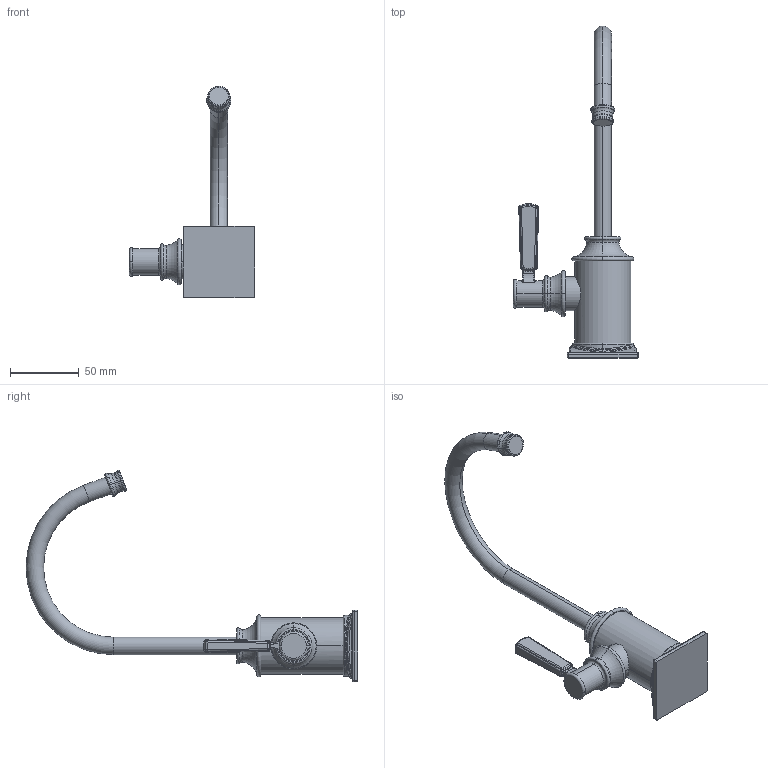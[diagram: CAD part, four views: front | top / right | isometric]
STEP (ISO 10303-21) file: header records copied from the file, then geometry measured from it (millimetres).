
FILE_DESCRIPTION((''),'2;1');
FILE_NAME('3170-5613','2021-04-22T09:58:45',('jinson.thomas'),(''),'CREO PARAMETRIC BY PTC INC, 2018400','CREO PARAMETRIC BY PTC INC, 2018400','');
FILE_SCHEMA(('CONFIG_CONTROL_DESIGN'));
Length unit declared in the file: inch
Products named in the file (1): 3170-5613
Bounding box: 91.06 x 241.22 x 153.75 mm (x, y, z)
Volume: 175862.1 mm3; surface area: 34246.2 mm2
Topology: 1 solids, 1 shells, 238 faces, 523 edges, 296 vertices
Faces by surface type: bspline 84, torus 58, cylinder 57, plane 25, sphere 12, extrusion 2
Entity records: 11842 total; most frequent: CARTESIAN_POINT 7060, ORIENTED_EDGE 1046, DIRECTION 943, EDGE_CURVE 523, AXIS2_PLACEMENT_3D 428, VERTEX_POINT 296, CIRCLE 274, EDGE_LOOP 247
